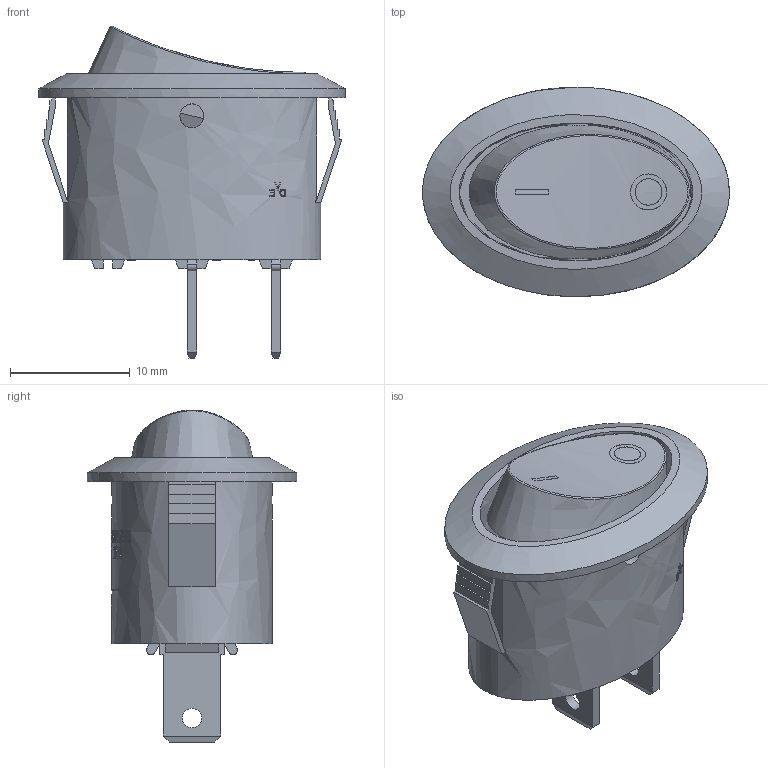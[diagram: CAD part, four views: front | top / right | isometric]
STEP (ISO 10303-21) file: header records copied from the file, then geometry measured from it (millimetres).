
FILE_DESCRIPTION((' '),'2;1');
FILE_NAME('RE111xxx21.stp','2017-08-03T13:09:11',(' '),(' '),' ','ACIS',' ');
FILE_SCHEMA(('CONFIG_CONTROL_DESIGN'));
Length unit declared in the file: inch
Products named in the file (1): RE111xxx21.stp
Bounding box: 25.59 x 17.5 x 27.7 mm (x, y, z)
Volume: 1897.9 mm3; surface area: 3201.4 mm2
Topology: 1 solids, 1 shells, 971 faces, 2651 edges, 1764 vertices
Faces by surface type: plane 570, bspline 377, cylinder 24
Full cylindrical faces by diameter (mm): 1.6 x2, 2 x4, 2.2 x1, 3 x1
Entity records: 39939 total; most frequent: CARTESIAN_POINT 17137, ORIENTED_EDGE 5282, DIRECTION 3727, EDGE_CURVE 2641, VERTEX_POINT 1760, VECTOR 1433, LINE 1433, AXIS2_PLACEMENT_3D 1147
